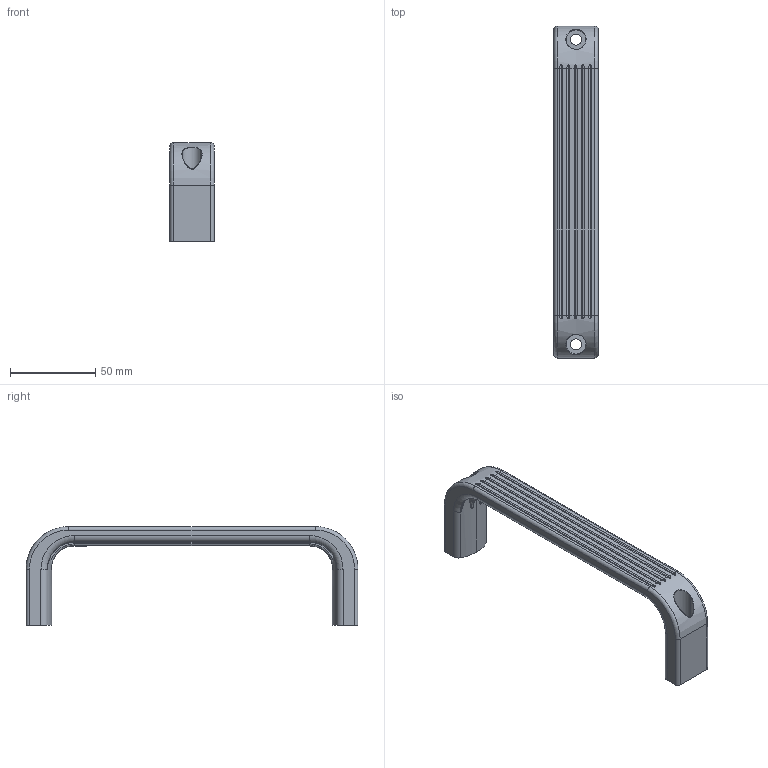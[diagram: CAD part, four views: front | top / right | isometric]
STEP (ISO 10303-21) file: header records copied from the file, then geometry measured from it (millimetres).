
FILE_DESCRIPTION(('STEP AP214'),'1');
FILE_NAME('fath_092307s01.stp','2017-04-25T08:41:28',('TraceParts'),('TraceParts S.A.'),'Spatial InterOp 3D',' ',' ');
FILE_SCHEMA(('automotive_design'));
Length unit declared in the file: millimetre
Products named in the file (1): fath_092307s01
Bounding box: 26 x 195 x 58 mm (x, y, z)
Volume: 55060.1 mm3; surface area: 31023.6 mm2
Topology: 1 solids, 1 shells, 333 faces, 884 edges, 560 vertices
Faces by surface type: plane 159, cylinder 96, torus 56, bspline 20, cone 2
Entity records: 14948 total; most frequent: CARTESIAN_POINT 4307, ORIENTED_EDGE 1760, DIRECTION 1596, EDGE_CURVE 880, AXIS2_PLACEMENT_3D 583, VERTEX_POINT 560, LINE 430, VECTOR 430
